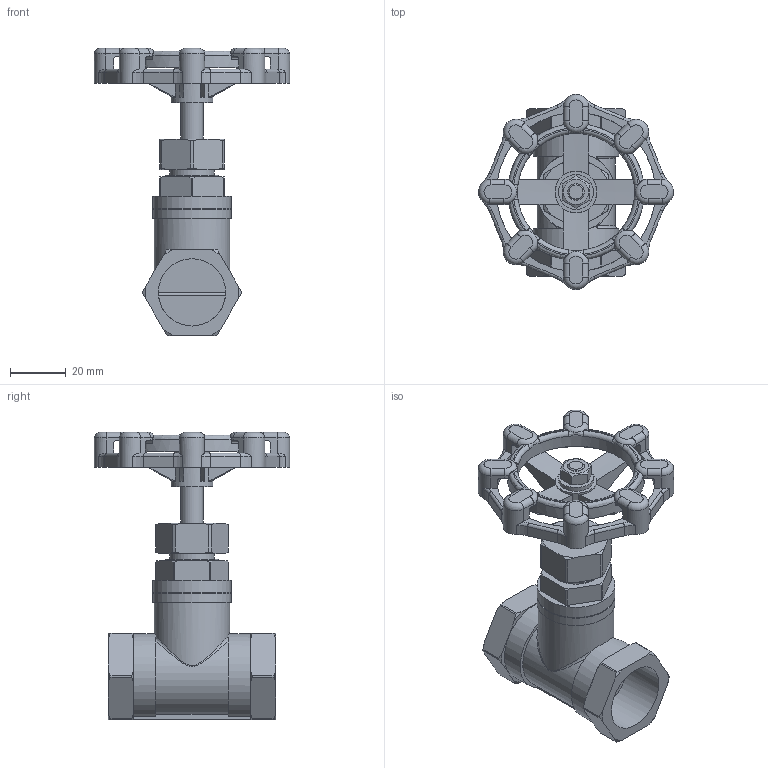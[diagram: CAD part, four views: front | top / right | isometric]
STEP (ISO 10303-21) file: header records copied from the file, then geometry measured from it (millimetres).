
FILE_DESCRIPTION(/* description */ ('Unknown'),/* implementation_level */ '2;1');
FILE_NAME(/* name */ '9120-05',/* time_stamp */ '2023-02-02T11:17:30+01:00',/* author */ ('Unknown'),/* organization */ ('Unknown'),/* preprocessor_version */ 'ST-DEVELOPER v16.7',/* originating_system */ 'Solid Edge',/* authorisation */ 'Unknown');
FILE_SCHEMA (('AUTOMOTIVE_DESIGN {1 0 10303 214 3 1 1}'));
Length unit declared in the file: millimetre
Products named in the file (5): 9120-05; DIN125-6_4.1.2; Handrad ø70; WUERTH 03226 hexagonal nut DIN 934  M6 A2 BLK_EDST
Assembly tree (4 placements, depth 2):
  9120-05
    DIN125-6_4.1.2
    Handrad ø70
    9120-05
    WUERTH 03226 hexagonal nut DIN 934  M6 A2 BLK_EDST
Bounding box: 70 x 70 x 103 mm (x, y, z)
Volume: 60317.7 mm3; surface area: 28651.8 mm2
Topology: 4 solids, 4 shells, 397 faces, 1114 edges, 715 vertices
Faces by surface type: plane 152, cylinder 113, torus 65, cone 55, bspline 10, sphere 2
Full cylindrical faces by diameter (mm): 4.917 x1, 6 x1, 6.3 x1, 6.4 x1, 8 x1, 12.5 x1, 15 x1, 16 x1, 19 x1, 24.117 x1, 27 x2, 28 x2, 42 x1, 49 x1, 57 x1
Entity records: 14595 total; most frequent: CARTESIAN_POINT 3406, ORIENTED_EDGE 2150, DIRECTION 2090, EDGE_CURVE 1075, AXIS2_PLACEMENT_3D 855, VERTEX_POINT 700, CIRCLE 463, EDGE_LOOP 443
